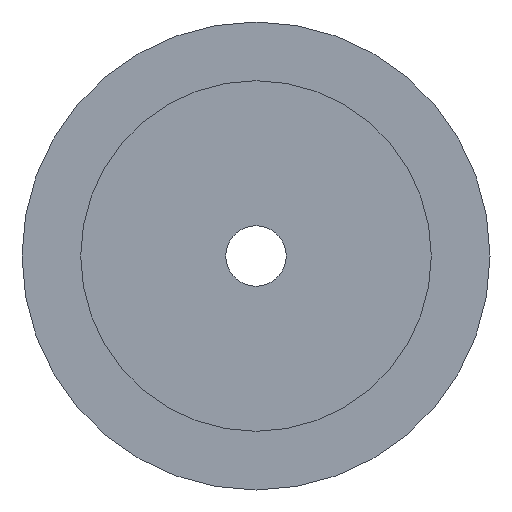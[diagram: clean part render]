
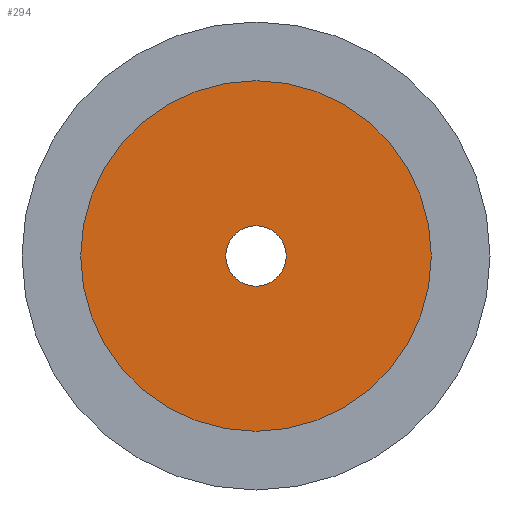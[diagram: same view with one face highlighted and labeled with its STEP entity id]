
A CAD part, front view. The second image highlights one B-rep face of the part: STEP entity #294.
In plain terms, the highlighted planar face has unit normal (0, -1, 0).
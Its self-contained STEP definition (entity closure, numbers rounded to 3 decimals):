
#17=FACE_BOUND('',#85,.T.);
#42=CIRCLE('',#350,3.55);
#43=CIRCLE('',#351,3.55);
#44=CIRCLE('',#353,20.6);
#45=CIRCLE('',#354,20.6);
#66=FACE_OUTER_BOUND('',#84,.T.);
#84=EDGE_LOOP('',(#259,#260));
#85=EDGE_LOOP('',(#261,#262));
#141=VERTEX_POINT('',#537);
#142=VERTEX_POINT('',#539);
#143=VERTEX_POINT('',#543);
#144=VERTEX_POINT('',#544);
#182=EDGE_CURVE('',#142,#141,#42,.T.);
#183=EDGE_CURVE('',#141,#142,#43,.T.);
#184=EDGE_CURVE('',#143,#144,#44,.T.);
#185=EDGE_CURVE('',#144,#143,#45,.T.);
#259=ORIENTED_EDGE('',*,*,#184,.F.);
#260=ORIENTED_EDGE('',*,*,#185,.F.);
#261=ORIENTED_EDGE('',*,*,#182,.T.);
#262=ORIENTED_EDGE('',*,*,#183,.T.);
#279=PLANE('',#352);
#294=ADVANCED_FACE('',(#66,#17),#279,.T.);
#350=AXIS2_PLACEMENT_3D('',#540,#438,#439);
#351=AXIS2_PLACEMENT_3D('',#541,#440,#441);
#352=AXIS2_PLACEMENT_3D('',#542,#442,#443);
#353=AXIS2_PLACEMENT_3D('',#545,#444,#445);
#354=AXIS2_PLACEMENT_3D('',#546,#446,#447);
#438=DIRECTION('center_axis',(0.,1.,0.));
#439=DIRECTION('ref_axis',(1.,0.,0.));
#440=DIRECTION('center_axis',(0.,1.,0.));
#441=DIRECTION('ref_axis',(1.,0.,0.));
#442=DIRECTION('center_axis',(0.,-1.,0.));
#443=DIRECTION('ref_axis',(0.,0.,-1.));
#444=DIRECTION('center_axis',(0.,1.,0.));
#445=DIRECTION('ref_axis',(1.,0.,0.));
#446=DIRECTION('center_axis',(0.,1.,0.));
#447=DIRECTION('ref_axis',(1.,0.,0.));
#537=CARTESIAN_POINT('',(3.55,2.5,0.));
#539=CARTESIAN_POINT('',(-3.55,2.5,0.));
#540=CARTESIAN_POINT('Origin',(0.,2.5,0.));
#541=CARTESIAN_POINT('Origin',(0.,2.5,0.));
#542=CARTESIAN_POINT('Origin',(-20.6,2.5,0.));
#543=CARTESIAN_POINT('',(-20.6,2.5,0.));
#544=CARTESIAN_POINT('',(20.6,2.5,0.));
#545=CARTESIAN_POINT('Origin',(0.,2.5,0.));
#546=CARTESIAN_POINT('Origin',(0.,2.5,0.));
